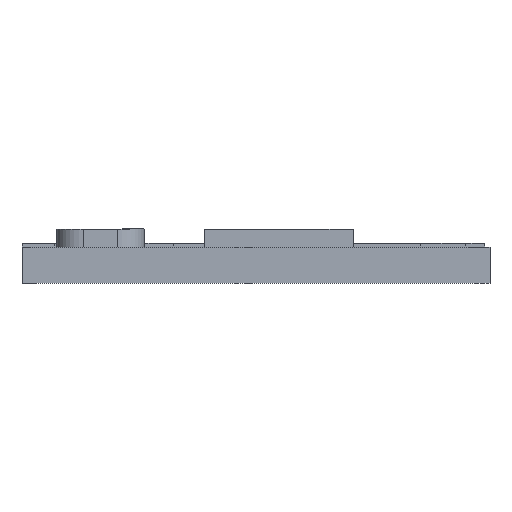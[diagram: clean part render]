
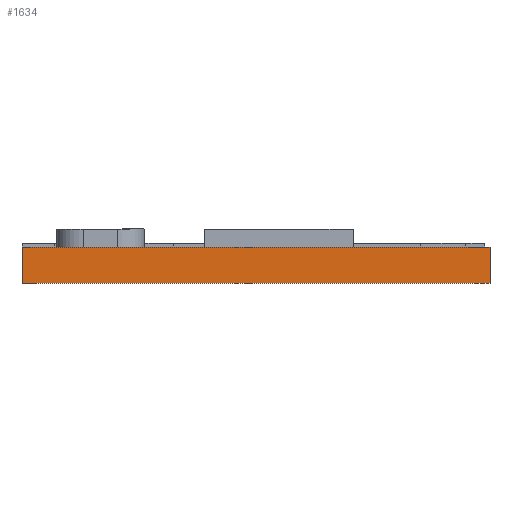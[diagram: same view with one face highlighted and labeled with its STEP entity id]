
A CAD part, front view. The second image highlights one B-rep face of the part: STEP entity #1634.
In plain terms, the highlighted planar face has unit normal (0, -1, 0).
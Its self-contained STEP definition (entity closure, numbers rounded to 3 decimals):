
#120=PLANE('',#1768);
#200=FACE_OUTER_BOUND('',#282,.T.);
#282=EDGE_LOOP('',(#1531,#1532,#1533,#1534));
#392=LINE('',#2455,#580);
#431=LINE('',#2565,#619);
#465=LINE('',#2641,#653);
#469=LINE('',#2647,#657);
#580=VECTOR('',#1986,10.);
#619=VECTOR('',#2087,10.);
#653=VECTOR('',#2169,10.);
#657=VECTOR('',#2175,10.);
#790=VERTEX_POINT('',#2452);
#791=VERTEX_POINT('',#2454);
#831=VERTEX_POINT('',#2563);
#849=VERTEX_POINT('',#2639);
#976=EDGE_CURVE('',#791,#790,#392,.T.);
#1031=EDGE_CURVE('',#790,#831,#431,.T.);
#1073=EDGE_CURVE('',#849,#831,#465,.T.);
#1077=EDGE_CURVE('',#791,#849,#469,.T.);
#1531=ORIENTED_EDGE('',*,*,#976,.T.);
#1532=ORIENTED_EDGE('',*,*,#1031,.T.);
#1533=ORIENTED_EDGE('',*,*,#1073,.F.);
#1534=ORIENTED_EDGE('',*,*,#1077,.F.);
#1634=ADVANCED_FACE('',(#200),#120,.T.);
#1768=AXIS2_PLACEMENT_3D('',#2659,#2197,#2198);
#1986=DIRECTION('',(1.,0.,0.));
#2087=DIRECTION('',(0.,0.,1.));
#2169=DIRECTION('',(1.,0.,0.));
#2175=DIRECTION('',(0.,0.,1.));
#2197=DIRECTION('center_axis',(0.,-1.,0.));
#2198=DIRECTION('ref_axis',(1.,0.,0.));
#2452=CARTESIAN_POINT('',(13.,0.,0.));
#2454=CARTESIAN_POINT('',(0.,0.,0.));
#2455=CARTESIAN_POINT('',(0.,0.,0.));
#2563=CARTESIAN_POINT('',(13.,0.,1.));
#2565=CARTESIAN_POINT('',(13.,0.,0.));
#2639=CARTESIAN_POINT('',(0.,0.,1.));
#2641=CARTESIAN_POINT('',(0.,0.,1.));
#2647=CARTESIAN_POINT('',(0.,0.,0.));
#2659=CARTESIAN_POINT('Origin',(0.,0.,0.));
